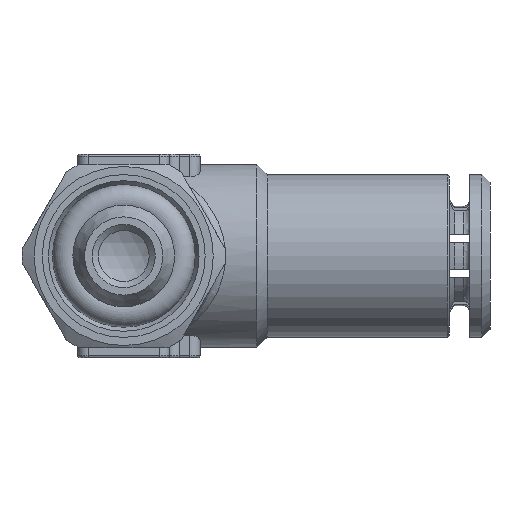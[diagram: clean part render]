
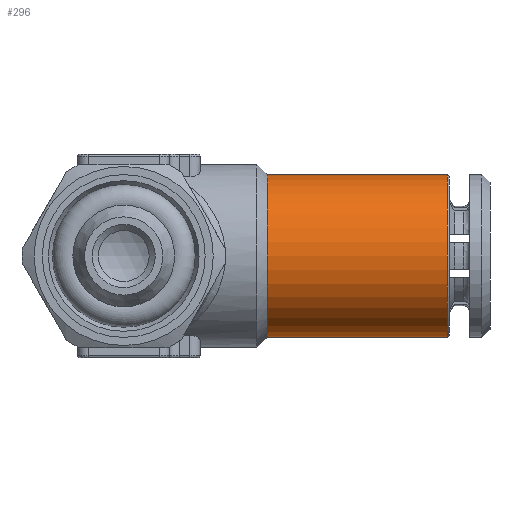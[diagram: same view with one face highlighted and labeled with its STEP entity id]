
A CAD part, front view. The second image highlights one B-rep face of the part: STEP entity #296.
In plain terms, the highlighted cylindrical face has radius 4 mm (diameter 8 mm), a full revolution.
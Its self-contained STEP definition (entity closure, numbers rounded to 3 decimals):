
#296 = ADVANCED_FACE( 'NONE', ( #660, #661 ), #662, .T. );
#660 = FACE_OUTER_BOUND( '', #1275, .T. );
#661 = FACE_OUTER_BOUND( '', #1276, .T. );
#662 = CYLINDRICAL_SURFACE( '', #1277, 4. );
#1275 = EDGE_LOOP( '', ( #2246 ) );
#1276 = EDGE_LOOP( '', ( #2247 ) );
#1277 = AXIS2_PLACEMENT_3D( '', #2248, #2249, #2250 );
#2246 = ORIENTED_EDGE( '', *, *, #4175, .T. );
#2247 = ORIENTED_EDGE( '', *, *, #4176, .F. );
#2248 = CARTESIAN_POINT( '', ( 0., 0., 0. ) );
#2249 = DIRECTION( '', ( -1., 0., 0. ) );
#2250 = DIRECTION( '', ( 0., 0., 1. ) );
#4175 = EDGE_CURVE( 'NONE', #4946, #4946, #4947, .T. );
#4176 = EDGE_CURVE( 'NONE', #4948, #4948, #4949, .T. );
#4946 = VERTEX_POINT( '', #6376 );
#4947 = CIRCLE( '', #6377, 4. );
#4948 = VERTEX_POINT( '', #6378 );
#4949 = CIRCLE( '', #6379, 4. );
#6376 = CARTESIAN_POINT( '', ( 15.9, 0., 4. ) );
#6377 = AXIS2_PLACEMENT_3D( '', #8785, #8786, #8787 );
#6378 = CARTESIAN_POINT( '', ( 7.043, 0., 4. ) );
#6379 = AXIS2_PLACEMENT_3D( '', #8788, #8789, #8790 );
#8785 = CARTESIAN_POINT( '', ( 15.9, 0., 0. ) );
#8786 = DIRECTION( '', ( -1., 0., 0. ) );
#8787 = DIRECTION( '', ( 0., 0., 1. ) );
#8788 = CARTESIAN_POINT( '', ( 7.043, 0., 0. ) );
#8789 = DIRECTION( '', ( -1., 0., 0. ) );
#8790 = DIRECTION( '', ( 0., 0., 1. ) );
